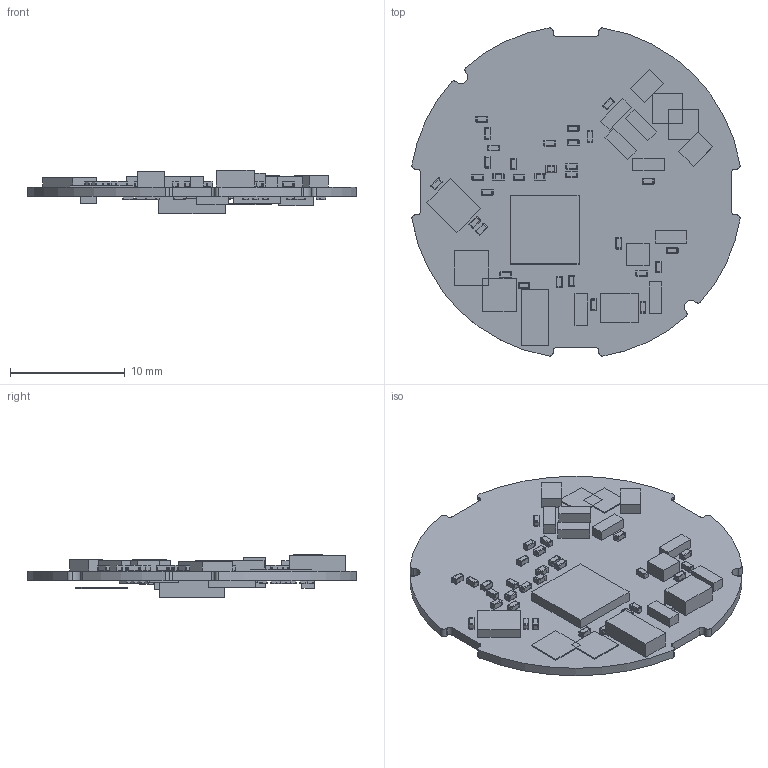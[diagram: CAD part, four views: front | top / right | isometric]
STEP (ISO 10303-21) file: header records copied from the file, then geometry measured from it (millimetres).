
FILE_DESCRIPTION(('Open CASCADE Model'),'2;1');
FILE_NAME('Open CASCADE Shape Model','2018-08-10T10:56:43',('Author'),( 'Open CASCADE'),'Open CASCADE STEP processor 6.8','Open CASCADE 6.8' ,'Unknown');
FILE_SCHEMA(('AUTOMOTIVE_DESIGN { 1 0 10303 214 1 1 1 1 }'));
Length unit declared in the file: millimetre
Products named in the file (139): PCB; Board; C98; User_Library-0402(1005M)_Cap; SW1; 1055827456; Extruded; V-; 1055828000; V+; U1; 1066717456; R59; R33; R32; R31; R30; R17; R16; Q3; 825777080; L11; 1055830584; L10; C89; C82; C32; C24; C23; 825772184; C21; 1055826096; R8; C80; U2; 1055830992; C61; C88; C95; C58 ...
Assembly tree (205 placements, depth 4):
  PCB
    Board
    C98
      User_Library-0402(1005M)_Cap
    SW1
      1055827456
        Extruded
    V-
      1055828000
        Extruded
    V+
      1055828000
        Extruded
    U1
      1066717456
        Extruded
    R59
      User_Library-0402(1005M)_Cap
    R33
      User_Library-0402(1005M)_Cap
    R32
      User_Library-0402(1005M)_Cap
    R31
      User_Library-0402(1005M)_Cap
    R30
      User_Library-0402(1005M)_Cap
    R17
      User_Library-0402(1005M)_Cap
    R16
      User_Library-0402(1005M)_Cap
    Q3
      825777080
        Extruded
    L11
      1055830584
        Extruded
    L10
      1055830584
        Extruded
    C89
      User_Library-0402(1005M)_Cap
    C82
      User_Library-0402(1005M)_Cap
    C32
      User_Library-0402(1005M)_Cap
    C24
      User_Library-0402(1005M)_Cap
    C23
      825772184
        Extruded
    C21
      1055826096
        Extruded
    R8
      User_Library-0402(1005M)_Cap
    C80
      User_Library-0402(1005M)_Cap
    U2
      1055830992
        Extruded
Bounding box: 28.62 x 28.62 x 3.76 mm (x, y, z)
Volume: 729.5 mm3; surface area: 2271.4 mm2
Topology: 194 solids, 194 shells, 6510 faces, 16383 edges, 10186 vertices
Faces by surface type: plane 2777, bspline 2601, cylinder 1108, sphere 24
Entity records: 37002 total; most frequent: CARTESIAN_POINT 18406, DIRECTION 2805, LINE 1531, VECTOR 1531, ORIENTED_EDGE 1522, PCURVE 1522, DEFINITIONAL_REPRESENTATION 1522, EDGE_CURVE 761
